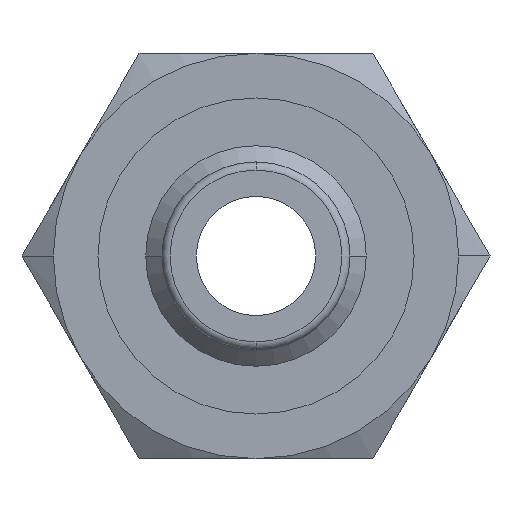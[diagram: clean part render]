
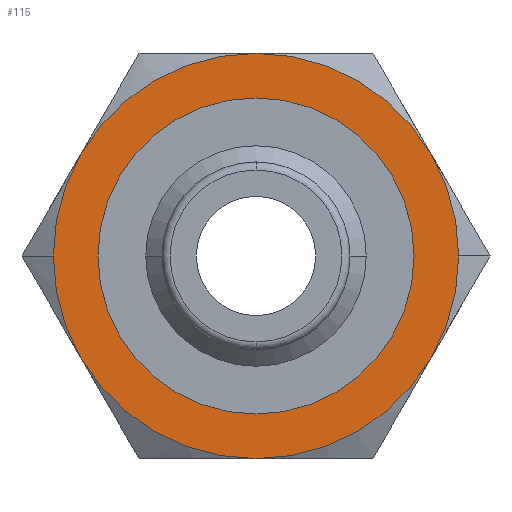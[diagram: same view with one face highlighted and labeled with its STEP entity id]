
A CAD part, front view. The second image highlights one B-rep face of the part: STEP entity #115.
In plain terms, the highlighted planar face has unit normal (0, -1, 0).
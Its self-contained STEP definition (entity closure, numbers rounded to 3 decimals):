
#115=ADVANCED_FACE('',(#255,#256),#257,.T.);
#255=FACE_OUTER_BOUND('',#420,.T.);
#256=FACE_BOUND('',#421,.T.);
#257=PLANE('',#422);
#420=EDGE_LOOP('',(#677,#678,#679,#680,#681,#682,#683,#684));
#421=EDGE_LOOP('',(#685,#686));
#422=AXIS2_PLACEMENT_3D('',#687,#688,#689);
#677=ORIENTED_EDGE('',*,*,#1020,.F.);
#678=ORIENTED_EDGE('',*,*,#1021,.F.);
#679=ORIENTED_EDGE('',*,*,#1022,.F.);
#680=ORIENTED_EDGE('',*,*,#1023,.F.);
#681=ORIENTED_EDGE('',*,*,#995,.F.);
#682=ORIENTED_EDGE('',*,*,#1024,.F.);
#683=ORIENTED_EDGE('',*,*,#1025,.F.);
#684=ORIENTED_EDGE('',*,*,#990,.F.);
#685=ORIENTED_EDGE('',*,*,#979,.F.);
#686=ORIENTED_EDGE('',*,*,#1026,.F.);
#687=CARTESIAN_POINT('',(12.5,47.0,0.0));
#688=DIRECTION('',(-0.0,-1.0,-0.0));
#689=DIRECTION('',(-1.0,0.0,0.0));
#979=EDGE_CURVE('',#1162,#1158,#1164,.T.);
#990=EDGE_CURVE('',#1180,#1183,#1184,.T.);
#995=EDGE_CURVE('',#1190,#1188,#1192,.T.);
#1020=EDGE_CURVE('',#1227,#1180,#1228,.T.);
#1021=EDGE_CURVE('',#1229,#1227,#1230,.T.);
#1022=EDGE_CURVE('',#1231,#1229,#1232,.T.);
#1023=EDGE_CURVE('',#1188,#1231,#1233,.T.);
#1024=EDGE_CURVE('',#1234,#1190,#1235,.T.);
#1025=EDGE_CURVE('',#1183,#1234,#1236,.T.);
#1026=EDGE_CURVE('',#1158,#1162,#1237,.T.);
#1158=VERTEX_POINT('',#1395);
#1162=VERTEX_POINT('',#1400);
#1164=CIRCLE('',#1403,19.5);
#1180=VERTEX_POINT('',#1443);
#1183=VERTEX_POINT('',#1447);
#1184=CIRCLE('',#1448,25.0);
#1188=VERTEX_POINT('',#1463);
#1190=VERTEX_POINT('',#1466);
#1192=CIRCLE('',#1479,25.0);
#1227=VERTEX_POINT('',#1520);
#1228=CIRCLE('',#1521,25.0);
#1229=VERTEX_POINT('',#1522);
#1230=CIRCLE('',#1523,25.0);
#1231=VERTEX_POINT('',#1524);
#1232=CIRCLE('',#1525,25.0);
#1233=CIRCLE('',#1526,25.0);
#1234=VERTEX_POINT('',#1527);
#1235=CIRCLE('',#1528,25.0);
#1236=CIRCLE('',#1529,25.0);
#1237=CIRCLE('',#1530,19.5);
#1395=CARTESIAN_POINT('',(19.5,47.0,0.));
#1400=CARTESIAN_POINT('',(-19.5,47.0,0.));
#1403=AXIS2_PLACEMENT_3D('',#1902,#1903,#1904);
#1443=CARTESIAN_POINT('',(25.0,47.0,0.));
#1447=CARTESIAN_POINT('',(21.651,47.0,-12.5));
#1448=AXIS2_PLACEMENT_3D('',#1914,#1915,#1916);
#1463=CARTESIAN_POINT('',(-25.0,47.0,0.));
#1466=CARTESIAN_POINT('',(-21.651,47.0,-12.5));
#1479=AXIS2_PLACEMENT_3D('',#1918,#1919,#1920);
#1520=CARTESIAN_POINT('',(21.651,47.0,12.5));
#1521=AXIS2_PLACEMENT_3D('',#1957,#1958,#1959);
#1522=CARTESIAN_POINT('',(0.,47.0,25.0));
#1523=AXIS2_PLACEMENT_3D('',#1960,#1961,#1962);
#1524=CARTESIAN_POINT('',(-21.651,47.0,12.5));
#1525=AXIS2_PLACEMENT_3D('',#1963,#1964,#1965);
#1526=AXIS2_PLACEMENT_3D('',#1966,#1967,#1968);
#1527=CARTESIAN_POINT('',(0.0,47.0,-25.0));
#1528=AXIS2_PLACEMENT_3D('',#1969,#1970,#1971);
#1529=AXIS2_PLACEMENT_3D('',#1972,#1973,#1974);
#1530=AXIS2_PLACEMENT_3D('',#1975,#1976,#1977);
#1902=CARTESIAN_POINT('',(0.0,47.0,0.0));
#1903=DIRECTION('',(0.0,-1.0,0.0));
#1904=DIRECTION('',(1.0,0.0,0.0));
#1914=CARTESIAN_POINT('',(0.0,47.0,0.0));
#1915=DIRECTION('',(-0.0,1.0,0.0));
#1916=DIRECTION('',(1.0,0.0,0.0));
#1918=CARTESIAN_POINT('',(0.0,47.0,0.0));
#1919=DIRECTION('',(-0.0,1.0,0.0));
#1920=DIRECTION('',(1.0,0.0,0.0));
#1957=CARTESIAN_POINT('',(0.0,47.0,0.0));
#1958=DIRECTION('',(-0.0,1.0,0.0));
#1959=DIRECTION('',(1.0,0.0,0.0));
#1960=CARTESIAN_POINT('',(0.0,47.0,0.0));
#1961=DIRECTION('',(-0.0,1.0,0.0));
#1962=DIRECTION('',(1.0,0.0,0.0));
#1963=CARTESIAN_POINT('',(0.0,47.0,0.0));
#1964=DIRECTION('',(-0.0,1.0,0.0));
#1965=DIRECTION('',(1.0,0.0,0.0));
#1966=CARTESIAN_POINT('',(0.0,47.0,0.0));
#1967=DIRECTION('',(-0.0,1.0,0.0));
#1968=DIRECTION('',(1.0,0.0,0.0));
#1969=CARTESIAN_POINT('',(0.0,47.0,0.0));
#1970=DIRECTION('',(-0.0,1.0,0.0));
#1971=DIRECTION('',(1.0,0.0,0.0));
#1972=CARTESIAN_POINT('',(0.0,47.0,0.0));
#1973=DIRECTION('',(-0.0,1.0,0.0));
#1974=DIRECTION('',(1.0,0.0,0.0));
#1975=CARTESIAN_POINT('',(0.0,47.0,0.0));
#1976=DIRECTION('',(0.0,-1.0,0.0));
#1977=DIRECTION('',(1.0,0.0,0.0));
